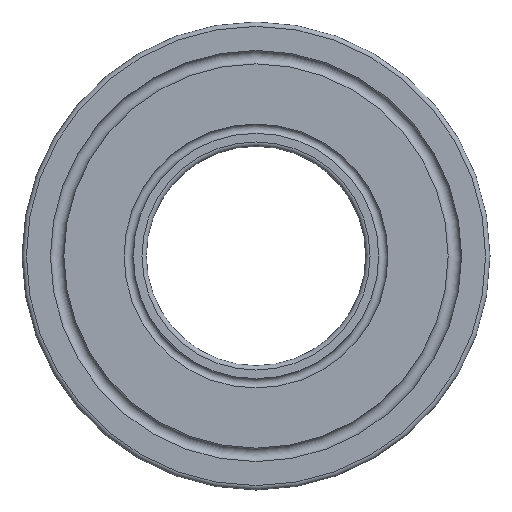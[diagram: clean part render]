
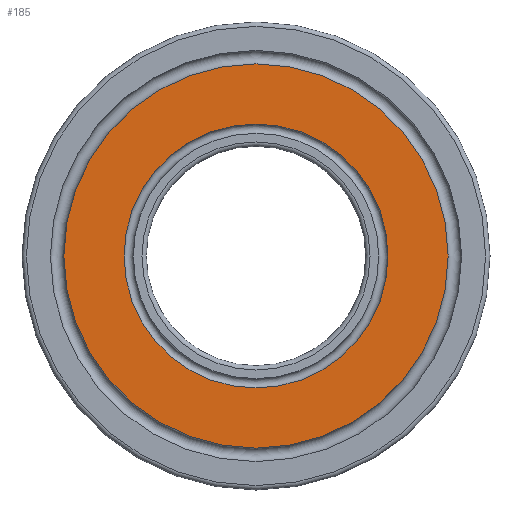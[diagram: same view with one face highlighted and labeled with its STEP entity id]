
A CAD part, front view. The second image highlights one B-rep face of the part: STEP entity #185.
In plain terms, the highlighted planar face has unit normal (0, -1, 0).
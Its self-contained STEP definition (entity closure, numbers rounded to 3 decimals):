
#16=PLANE($,#213);
#27=FACE_BOUND($,#65,.T.);
#45=FACE_OUTER_BOUND($,#64,.T.);
#64=EDGE_LOOP($,(#144));
#65=EDGE_LOOP($,(#145));
#90=CIRCLE($,#209,9.023);
#91=CIRCLE($,#211,13.137);
#106=VERTEX_POINT($,#314);
#107=VERTEX_POINT($,#317);
#122=EDGE_CURVE($,#106,#106,#90,.T.);
#123=EDGE_CURVE($,#107,#107,#91,.T.);
#144=ORIENTED_EDGE($,*,*,#123,.T.);
#145=ORIENTED_EDGE($,*,*,#122,.T.);
#185=ADVANCED_FACE($,(#45,#27),#16,.F.);
#209=AXIS2_PLACEMENT_3D($,#315,#254,#255);
#211=AXIS2_PLACEMENT_3D($,#318,#258,#259);
#213=AXIS2_PLACEMENT_3D($,#321,#262,#263);
#254=DIRECTION('center_axis',(0.,1.,0.));
#255=DIRECTION('ref_axis',(0.,0.,-1.));
#258=DIRECTION('center_axis',(0.,-1.,0.));
#259=DIRECTION('ref_axis',(0.,0.,-1.));
#262=DIRECTION('center_axis',(0.,1.,0.));
#263=DIRECTION('ref_axis',(0.,0.,1.));
#314=CARTESIAN_POINT('',(0.,-9.,9.023));
#315=CARTESIAN_POINT('Origin',(0.,-9.,0.));
#317=CARTESIAN_POINT('',(0.,-9.,13.137));
#318=CARTESIAN_POINT('Origin',(0.,-9.,0.));
#321=CARTESIAN_POINT('Origin',(0.,-9.,0.));
